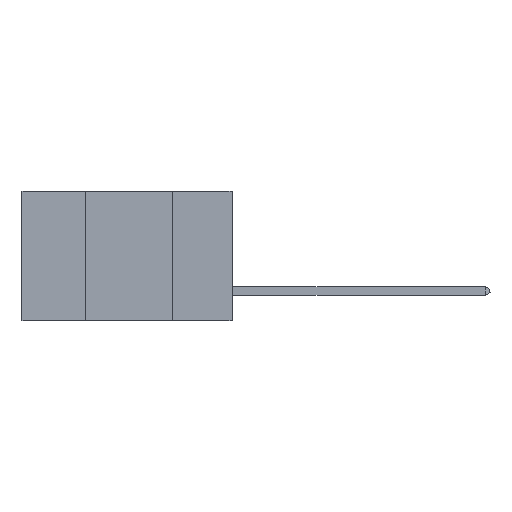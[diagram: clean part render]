
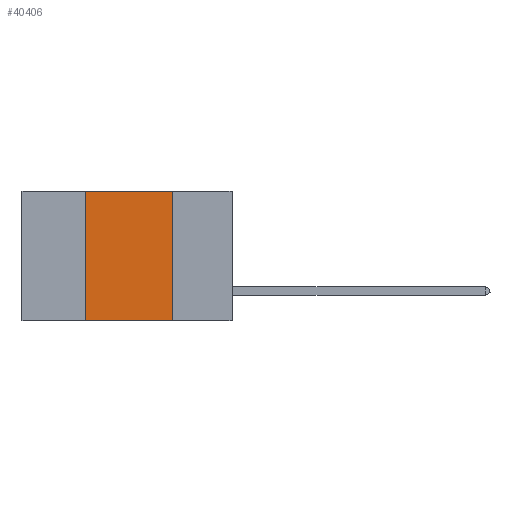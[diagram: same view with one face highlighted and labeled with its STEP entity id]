
A CAD part, left-side view. The second image highlights one B-rep face of the part: STEP entity #40406.
In plain terms, the highlighted planar face has unit normal (-1, 0, 0).
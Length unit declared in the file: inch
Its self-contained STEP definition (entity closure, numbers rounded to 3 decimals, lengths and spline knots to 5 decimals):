
#131 = VECTOR ( 'NONE', #34528, 39.37008 ) ;
#725 = CARTESIAN_POINT ( 'NONE',  ( 0., 0.17, 0. ) ) ;
#3499 = DIRECTION ( 'NONE',  ( 0., 0., -1. ) ) ;
#5625 = ORIENTED_EDGE ( 'NONE', *, *, #20327, .T. ) ;
#6863 = VERTEX_POINT ( 'NONE', #21584 ) ;
#8932 = VERTEX_POINT ( 'NONE', #28022 ) ;
#9529 = LINE ( 'NONE', #20943, #35218 ) ;
#11631 = EDGE_CURVE ( 'NONE', #25213, #6863, #9529, .T. ) ;
#13339 = ORIENTED_EDGE ( 'NONE', *, *, #27943, .F. ) ;
#15416 = CARTESIAN_POINT ( 'NONE',  ( 0., 0.6, -0.37 ) ) ;
#18082 = VERTEX_POINT ( 'NONE', #725 ) ;
#19812 = EDGE_CURVE ( 'NONE', #18082, #8932, #36843, .T. ) ;
#20327 = EDGE_CURVE ( 'NONE', #25213, #8932, #38919, .T. ) ;
#20513 = PLANE ( 'NONE',  #35562 ) ;
#20943 = CARTESIAN_POINT ( 'NONE',  ( 0., 0.42, 0. ) ) ;
#21584 = CARTESIAN_POINT ( 'NONE',  ( 0., 0.42, 0. ) ) ;
#22454 = DIRECTION ( 'NONE',  ( 0., -1., 0. ) ) ;
#23544 = CARTESIAN_POINT ( 'NONE',  ( 0., 0.17, 0. ) ) ;
#25213 = VERTEX_POINT ( 'NONE', #26850 ) ;
#26351 = FACE_OUTER_BOUND ( 'NONE', #32755, .T. ) ;
#26850 = CARTESIAN_POINT ( 'NONE',  ( 0., 0.42, -0.37 ) ) ;
#27943 = EDGE_CURVE ( 'NONE', #6863, #18082, #34193, .T. ) ;
#27984 = DIRECTION ( 'NONE',  ( 0., 0., 1. ) ) ;
#28022 = CARTESIAN_POINT ( 'NONE',  ( 0., 0.17, -0.37 ) ) ;
#32755 = EDGE_LOOP ( 'NONE', ( #41116, #13339, #44012, #5625 ) ) ;
#34193 = LINE ( 'NONE', #39032, #38556 ) ;
#34528 = DIRECTION ( 'NONE',  ( 0., 0., -1. ) ) ;
#35218 = VECTOR ( 'NONE', #27984, 39.37008 ) ;
#35361 = DIRECTION ( 'NONE',  ( 0., -1., 0. ) ) ;
#35562 = AXIS2_PLACEMENT_3D ( 'NONE', #37916, #38510, #3499 ) ;
#36843 = LINE ( 'NONE', #23544, #131 ) ;
#37916 = CARTESIAN_POINT ( 'NONE',  ( 0., 0.6, 0. ) ) ;
#38510 = DIRECTION ( 'NONE',  ( 1., 0., 0. ) ) ;
#38556 = VECTOR ( 'NONE', #35361, 39.37008 ) ;
#38919 = LINE ( 'NONE', #15416, #44382 ) ;
#39032 = CARTESIAN_POINT ( 'NONE',  ( 0., 0.6, 0. ) ) ;
#40406 = ADVANCED_FACE ( 'NONE', ( #26351 ), #20513, .F. ) ;
#41116 = ORIENTED_EDGE ( 'NONE', *, *, #19812, .F. ) ;
#44012 = ORIENTED_EDGE ( 'NONE', *, *, #11631, .F. ) ;
#44382 = VECTOR ( 'NONE', #22454, 39.37008 ) ;
